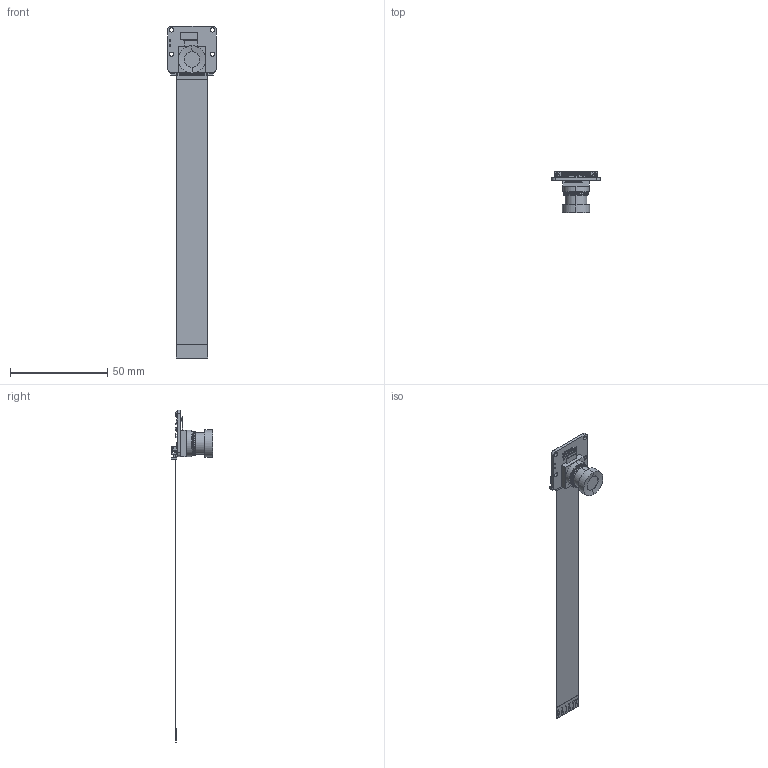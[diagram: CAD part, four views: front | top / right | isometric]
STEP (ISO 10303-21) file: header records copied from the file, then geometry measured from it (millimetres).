
FILE_DESCRIPTION (( 'STEP AP214' ), '1' );
FILE_NAME ('3572 (1).STEP', '2020-06-29T07:22:27', ( 'arducam007' ), ( '' ), 'SwSTEP 2.0', 'SolidWorks 2018', '' );
FILE_SCHEMA (( 'AUTOMOTIVE_DESIGN' ));
Length unit declared in the file: millimetre
Products named in the file (5): 15pin （15cm）FPC; UC-609; 9; 3572 (1); 12
Assembly tree (4 placements, depth 2):
  3572 (1)
    UC-609
    15pin （15cm）FPC
    9
    12
Bounding box: 25 x 21.16 x 170.28 mm (x, y, z)
Volume: 3612 mm3; surface area: 8909.4 mm2
Topology: 43 solids, 43 shells, 4339 faces, 11695 edges, 7329 vertices
Faces by surface type: plane 2961, cylinder 758, bspline 311, cone 122, sphere 108, torus 79
Entity records: 205513 total; most frequent: CARTESIAN_POINT 52577, ORIENTED_EDGE 23118, DIRECTION 20232, EDGE_CURVE 11559, VECTOR 8856, LINE 8856, VERTEX_POINT 7329, AXIS2_PLACEMENT_3D 5688
